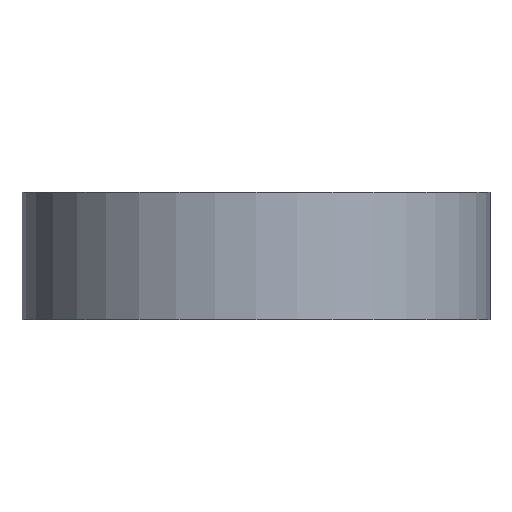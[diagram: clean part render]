
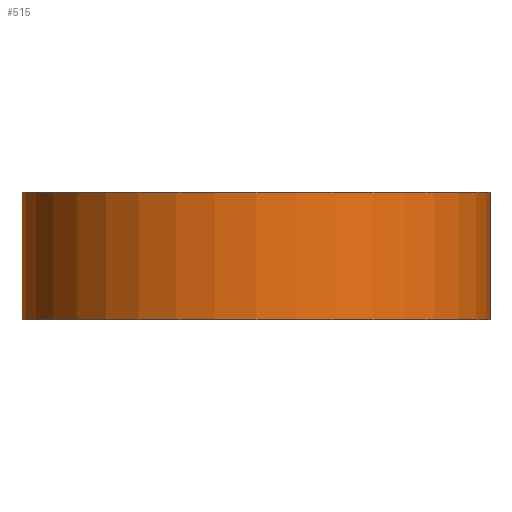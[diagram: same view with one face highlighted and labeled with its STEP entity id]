
A CAD part, front view. The second image highlights one B-rep face of the part: STEP entity #515.
In plain terms, the highlighted cylindrical face has radius 14.3 mm (diameter 28.6 mm), a partial arc.
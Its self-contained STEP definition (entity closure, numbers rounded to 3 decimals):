
#14 = EDGE_LOOP ( 'NONE', ( #475, #232, #216, #30 ) ) ;
#18 = CARTESIAN_POINT ( 'NONE',  ( -14.3, 0., 7.8 ) ) ;
#30 = ORIENTED_EDGE ( 'NONE', *, *, #276, .T. ) ;
#59 = CARTESIAN_POINT ( 'NONE',  ( 14.3, 0., 7.8 ) ) ;
#67 = VERTEX_POINT ( 'NONE', #537 ) ;
#120 = AXIS2_PLACEMENT_3D ( 'NONE', #559, #385, #603 ) ;
#153 = LINE ( 'NONE', #18, #414 ) ;
#162 = CYLINDRICAL_SURFACE ( 'NONE', #120, 14.3 ) ;
#168 = CIRCLE ( 'NONE', #481, 14.3 ) ;
#185 = VERTEX_POINT ( 'NONE', #355 ) ;
#215 = CARTESIAN_POINT ( 'NONE',  ( -14.3, 0., 0. ) ) ;
#216 = ORIENTED_EDGE ( 'NONE', *, *, #547, .T. ) ;
#232 = ORIENTED_EDGE ( 'NONE', *, *, #374, .F. ) ;
#253 = DIRECTION ( 'NONE',  ( 0., 0., 1. ) ) ;
#263 = DIRECTION ( 'NONE',  ( 0., 0., 1. ) ) ;
#270 = DIRECTION ( 'NONE',  ( 0., 0., -1. ) ) ;
#276 = EDGE_CURVE ( 'NONE', #382, #608, #307, .T. ) ;
#307 = CIRCLE ( 'NONE', #470, 14.3 ) ;
#353 = EDGE_CURVE ( 'NONE', #185, #608, #408, .T. ) ;
#355 = CARTESIAN_POINT ( 'NONE',  ( 14.3, 0., 7.8 ) ) ;
#363 = FACE_OUTER_BOUND ( 'NONE', #14, .T. ) ;
#374 = EDGE_CURVE ( 'NONE', #67, #185, #168, .T. ) ;
#378 = CARTESIAN_POINT ( 'NONE',  ( 14.3, 0., 0. ) ) ;
#382 = VERTEX_POINT ( 'NONE', #215 ) ;
#385 = DIRECTION ( 'NONE',  ( 0., 0., -1. ) ) ;
#408 = LINE ( 'NONE', #59, #510 ) ;
#414 = VECTOR ( 'NONE', #270, 1000. ) ;
#420 = DIRECTION ( 'NONE',  ( 1., 0., 0. ) ) ;
#467 = CARTESIAN_POINT ( 'NONE',  ( 0., 0., 0. ) ) ;
#470 = AXIS2_PLACEMENT_3D ( 'NONE', #467, #253, #420 ) ;
#471 = CARTESIAN_POINT ( 'NONE',  ( 0., 0., 7.8 ) ) ;
#475 = ORIENTED_EDGE ( 'NONE', *, *, #353, .F. ) ;
#481 = AXIS2_PLACEMENT_3D ( 'NONE', #471, #263, #517 ) ;
#510 = VECTOR ( 'NONE', #553, 1000. ) ;
#515 = ADVANCED_FACE ( 'NONE', ( #363 ), #162, .T. ) ;
#517 = DIRECTION ( 'NONE',  ( 1., 0., 0. ) ) ;
#537 = CARTESIAN_POINT ( 'NONE',  ( -14.3, 0., 7.8 ) ) ;
#547 = EDGE_CURVE ( 'NONE', #67, #382, #153, .T. ) ;
#553 = DIRECTION ( 'NONE',  ( 0., 0., -1. ) ) ;
#559 = CARTESIAN_POINT ( 'NONE',  ( 0., 0., 7.8 ) ) ;
#603 = DIRECTION ( 'NONE',  ( -1., 0., 0. ) ) ;
#608 = VERTEX_POINT ( 'NONE', #378 ) ;
